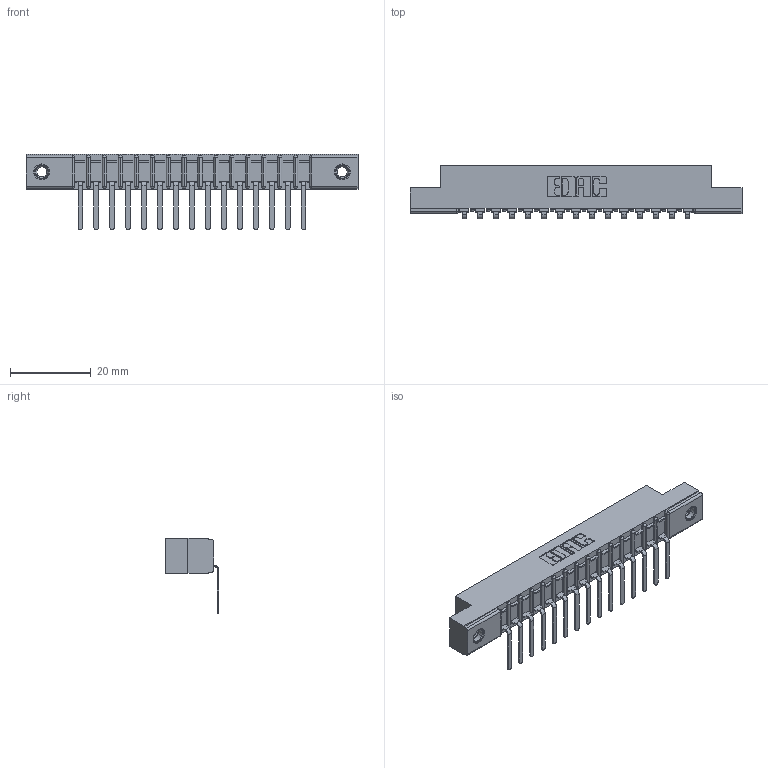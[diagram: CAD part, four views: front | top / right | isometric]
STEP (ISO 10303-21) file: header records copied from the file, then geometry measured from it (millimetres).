
FILE_DESCRIPTION (( 'STEP AP203' ), '1' );
FILE_NAME ('307-015-457-107.STEP', '2020-09-25T18:16:41', ( '' ), ( '' ), 'SwSTEP 2.0', 'SolidWorks 2020', '' );
FILE_SCHEMA (( 'CONFIG_CONTROL_DESIGN' ));
Length unit declared in the file: inch
Products named in the file (4): 307-290-002_557; 345-250-001_345-250-005-103; 307 Part_.156 Dia Mounting Holes; 307-015-457-107
Assembly tree (18 placements, depth 2):
  307-015-457-107
    307 Part_.156 Dia Mounting Holes
    307-290-002_557  x15
    345-250-001_345-250-005-103  x2
Bounding box: 82.45 x 13.32 x 18.67 mm (x, y, z)
Volume: 5466.4 mm3; surface area: 9836.1 mm2
Topology: 18 solids, 18 shells, 1364 faces, 4119 edges, 2694 vertices
Faces by surface type: plane 807, cylinder 509, sphere 32, cone 12, torus 4
Entity records: 18227 total; most frequent: CARTESIAN_POINT 3051, ORIENTED_EDGE 3034, DIRECTION 2987, EDGE_CURVE 1517, VECTOR 1147, LINE 1147, VERTEX_POINT 984, AXIS2_PLACEMENT_3D 920
